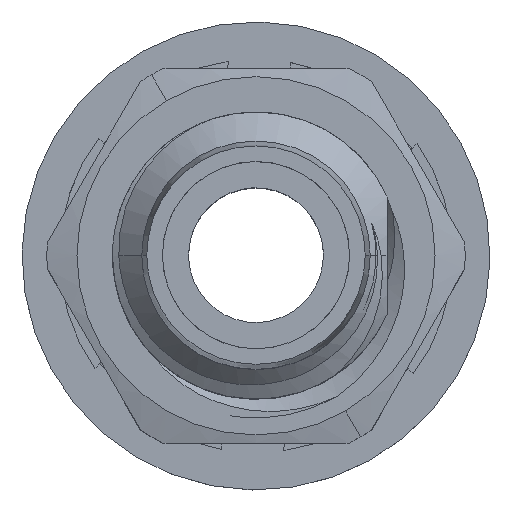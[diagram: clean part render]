
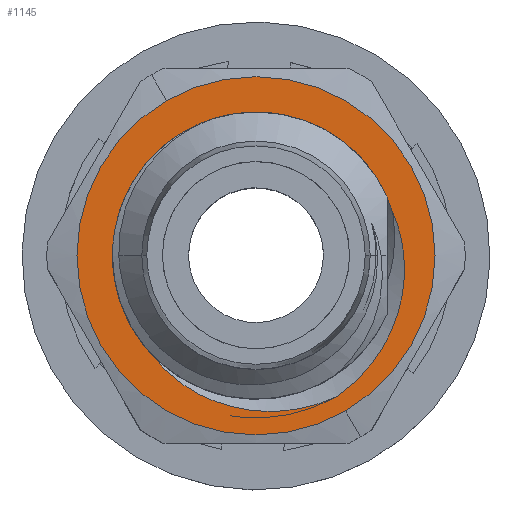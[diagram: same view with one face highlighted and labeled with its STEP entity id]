
A CAD part, top view. The second image highlights one B-rep face of the part: STEP entity #1145.
In plain terms, the highlighted planar face has unit normal (0, 0, 1).
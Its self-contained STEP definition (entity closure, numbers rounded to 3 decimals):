
#37 = CARTESIAN_POINT ( 'NONE',  ( -1.702, -1.547, 11.786 ) ) ;
#108 = CARTESIAN_POINT ( 'NONE',  ( 0.223, -2.498, 11.786 ) ) ;
#403 = CARTESIAN_POINT ( 'NONE',  ( 2.302, 0.442, 11.786 ) ) ;
#466 = DIRECTION ( 'NONE',  ( 0., 0., -1. ) ) ;
#629 = VERTEX_POINT ( 'NONE', #3672 ) ;
#685 = CARTESIAN_POINT ( 'NONE',  ( -1.328, -1.963, 11.786 ) ) ;
#700 = DIRECTION ( 'NONE',  ( 0.5, -0.866, 0. ) ) ;
#887 = CARTESIAN_POINT ( 'NONE',  ( 2.353, -0.664, 11.786 ) ) ;
#1001 = CARTESIAN_POINT ( 'NONE',  ( -1.435, 2.485, 11.786 ) ) ;
#1074 = CARTESIAN_POINT ( 'NONE',  ( -0.195, -2.462, 11.786 ) ) ;
#1078 = CARTESIAN_POINT ( 'NONE',  ( 2.191, 0.7, 11.786 ) ) ;
#1145 = ADVANCED_FACE ( 'NONE', ( #6412, #4286 ), #6379, .T. ) ;
#1152 = AXIS2_PLACEMENT_3D ( 'NONE', #1700, #1670, #5345 ) ;
#1345 = B_SPLINE_CURVE_WITH_KNOTS ( 'NONE', 3,
 ( #5632, #3011, #4024, #3987, #2502, #887, #3471, #5110, #403, #2881 ),
 .UNSPECIFIED., .F., .F.,
 ( 4, 2, 2, 2, 4 ),
 ( 0., 0.001, 0.002, 0.002, 0.003 ),
 .UNSPECIFIED. ) ;
#1493 = AXIS2_PLACEMENT_3D ( 'NONE', #5908, #3289, #700 ) ;
#1568 = VERTEX_POINT ( 'NONE', #4536 ) ;
#1587 = DIRECTION ( 'NONE',  ( 0.5, -0.866, 0. ) ) ;
#1670 = DIRECTION ( 'NONE',  ( 0., 0., 1. ) ) ;
#1692 = CARTESIAN_POINT ( 'NONE',  ( 0.361, -2.494, 11.786 ) ) ;
#1700 = CARTESIAN_POINT ( 'NONE',  ( 0., 0., 11.786 ) ) ;
#1762 = CARTESIAN_POINT ( 'NONE',  ( -0.6, -2.37, 11.786 ) ) ;
#2116 = EDGE_CURVE ( 'NONE', #1568, #629, #4649, .T. ) ;
#2224 = ORIENTED_EDGE ( 'NONE', *, *, #3569, .F. ) ;
#2486 = CIRCLE ( 'NONE', #6664, 2.87 ) ;
#2493 = CIRCLE ( 'NONE', #6231, 2.3 ) ;
#2502 = CARTESIAN_POINT ( 'NONE',  ( 2.187, -1.2, 11.786 ) ) ;
#2673 = ORIENTED_EDGE ( 'NONE', *, *, #3420, .F. ) ;
#2786 = CARTESIAN_POINT ( 'NONE',  ( -0.055, -2.482, 11.786 ) ) ;
#2881 = CARTESIAN_POINT ( 'NONE',  ( 2.191, 0.7, 11.786 ) ) ;
#2939 = ORIENTED_EDGE ( 'NONE', *, *, #2116, .F. ) ;
#2967 = ORIENTED_EDGE ( 'NONE', *, *, #6409, .T. ) ;
#3011 = CARTESIAN_POINT ( 'NONE',  ( 1.531, -2.092, 11.786 ) ) ;
#3207 = CARTESIAN_POINT ( 'NONE',  ( 1.047, -2.372, 11.786 ) ) ;
#3276 = CARTESIAN_POINT ( 'NONE',  ( -0.863, -2.262, 11.786 ) ) ;
#3289 = DIRECTION ( 'NONE',  ( 0., 0., -1. ) ) ;
#3420 = EDGE_CURVE ( 'NONE', #629, #5339, #1345, .T. ) ;
#3471 = CARTESIAN_POINT ( 'NONE',  ( 2.391, -0.389, 11.786 ) ) ;
#3569 = EDGE_CURVE ( 'NONE', #6050, #5273, #2486, .T. ) ;
#3672 = CARTESIAN_POINT ( 'NONE',  ( 1.3, -2.252, 11.786 ) ) ;
#3718 = DIRECTION ( 'NONE',  ( 0., 0., -1. ) ) ;
#3987 = CARTESIAN_POINT ( 'NONE',  ( 2.062, -1.447, 11.786 ) ) ;
#4024 = CARTESIAN_POINT ( 'NONE',  ( 1.73, -1.899, 11.786 ) ) ;
#4241 = CARTESIAN_POINT ( 'NONE',  ( -1.536, -1.769, 11.786 ) ) ;
#4286 = FACE_BOUND ( 'NONE', #5195, .T. ) ;
#4536 = CARTESIAN_POINT ( 'NONE',  ( -1.702, -1.547, 11.786 ) ) ;
#4649 = B_SPLINE_CURVE_WITH_KNOTS ( 'NONE', 3,
 ( #37, #4241, #685, #3276, #1762, #1074, #2786, #108, #1692, #5857, #3207, #5401 ),
 .UNSPECIFIED., .F., .F.,
 ( 4, 2, 2, 2, 2, 4 ),
 ( 0.004, 0.005, 0.005, 0.006, 0.006, 0.007 ),
 .UNSPECIFIED. ) ;
#4958 = EDGE_LOOP ( 'NONE', ( #2224, #5950 ) ) ;
#5110 = CARTESIAN_POINT ( 'NONE',  ( 2.364, 0.171, 11.786 ) ) ;
#5124 = EDGE_CURVE ( 'NONE', #5273, #6050, #5787, .T. ) ;
#5195 = EDGE_LOOP ( 'NONE', ( #2939, #2967, #2673 ) ) ;
#5273 = VERTEX_POINT ( 'NONE', #6241 ) ;
#5339 = VERTEX_POINT ( 'NONE', #1078 ) ;
#5345 = DIRECTION ( 'NONE',  ( 0.5, -0.866, 0. ) ) ;
#5401 = CARTESIAN_POINT ( 'NONE',  ( 1.3, -2.252, 11.786 ) ) ;
#5632 = CARTESIAN_POINT ( 'NONE',  ( 1.3, -2.252, 11.786 ) ) ;
#5743 = DIRECTION ( 'NONE',  ( 0.5, -0.866, 0. ) ) ;
#5787 = CIRCLE ( 'NONE', #1493, 2.87 ) ;
#5810 = CARTESIAN_POINT ( 'NONE',  ( 0., 0., 11.786 ) ) ;
#5857 = CARTESIAN_POINT ( 'NONE',  ( 0.774, -2.449, 11.786 ) ) ;
#5908 = CARTESIAN_POINT ( 'NONE',  ( 0., 0., 11.786 ) ) ;
#5950 = ORIENTED_EDGE ( 'NONE', *, *, #5124, .F. ) ;
#6050 = VERTEX_POINT ( 'NONE', #1001 ) ;
#6231 = AXIS2_PLACEMENT_3D ( 'NONE', #6232, #3718, #1587 ) ;
#6232 = CARTESIAN_POINT ( 'NONE',  ( 0., 0., 11.786 ) ) ;
#6241 = CARTESIAN_POINT ( 'NONE',  ( 1.435, -2.485, 11.786 ) ) ;
#6379 = PLANE ( 'NONE',  #1152 ) ;
#6409 = EDGE_CURVE ( 'NONE', #1568, #5339, #2493, .T. ) ;
#6412 = FACE_OUTER_BOUND ( 'NONE', #4958, .T. ) ;
#6664 = AXIS2_PLACEMENT_3D ( 'NONE', #5810, #466, #5743 ) ;
